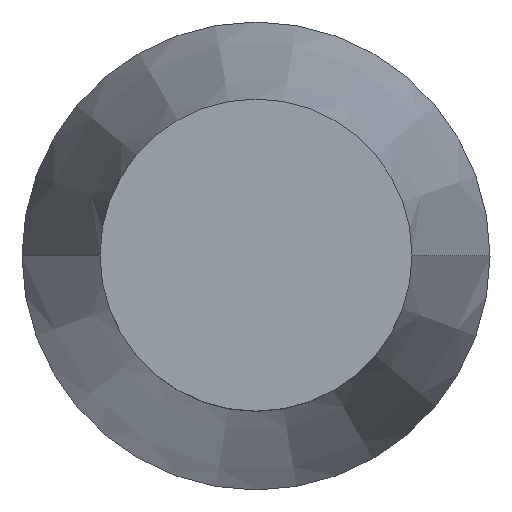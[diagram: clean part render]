
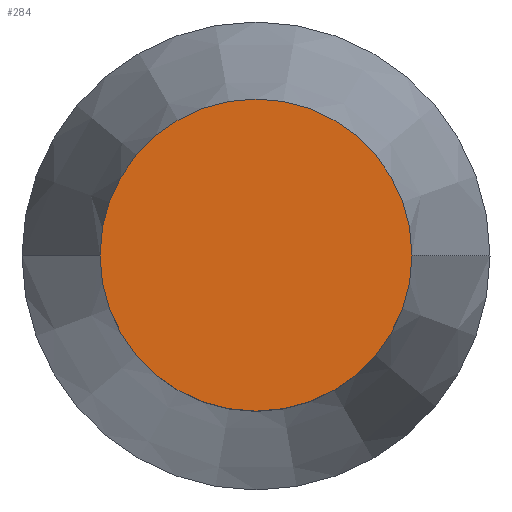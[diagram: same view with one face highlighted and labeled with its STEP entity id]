
A CAD part, top view. The second image highlights one B-rep face of the part: STEP entity #284.
In plain terms, the highlighted planar face has unit normal (0, 0, 1).
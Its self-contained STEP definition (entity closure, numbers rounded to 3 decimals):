
#1 = CIRCLE ( 'NONE', #212, 5. ) ;
#17 = DIRECTION ( 'NONE',  ( 0., 0., 1. ) ) ;
#31 = CIRCLE ( 'NONE', #81, 5. ) ;
#36 = CARTESIAN_POINT ( 'NONE',  ( 5., 0., 43. ) ) ;
#40 = DIRECTION ( 'NONE',  ( 0., 0., 1. ) ) ;
#52 = CARTESIAN_POINT ( 'NONE',  ( 0., 0., 43. ) ) ;
#62 = CARTESIAN_POINT ( 'NONE',  ( 0., 0., 43. ) ) ;
#81 = AXIS2_PLACEMENT_3D ( 'NONE', #62, #17, #111 ) ;
#110 = AXIS2_PLACEMENT_3D ( 'NONE', #52, #40, #250 ) ;
#111 = DIRECTION ( 'NONE',  ( 1., 0., 0. ) ) ;
#121 = EDGE_CURVE ( 'NONE', #143, #166, #31, .T. ) ;
#131 = DIRECTION ( 'NONE',  ( 0., 0., 1. ) ) ;
#143 = VERTEX_POINT ( 'NONE', #36 ) ;
#153 = EDGE_CURVE ( 'NONE', #166, #143, #1, .T. ) ;
#163 = EDGE_LOOP ( 'NONE', ( #210, #305 ) ) ;
#166 = VERTEX_POINT ( 'NONE', #263 ) ;
#171 = CARTESIAN_POINT ( 'NONE',  ( 0., 0., 43. ) ) ;
#193 = DIRECTION ( 'NONE',  ( 1., 0., 0. ) ) ;
#210 = ORIENTED_EDGE ( 'NONE', *, *, #153, .T. ) ;
#212 = AXIS2_PLACEMENT_3D ( 'NONE', #171, #131, #193 ) ;
#250 = DIRECTION ( 'NONE',  ( 1., 0., 0. ) ) ;
#257 = FACE_OUTER_BOUND ( 'NONE', #163, .T. ) ;
#263 = CARTESIAN_POINT ( 'NONE',  ( -5., 0., 43. ) ) ;
#284 = ADVANCED_FACE ( 'NONE', ( #257 ), #296, .T. ) ;
#296 = PLANE ( 'NONE',  #110 ) ;
#305 = ORIENTED_EDGE ( 'NONE', *, *, #121, .T. ) ;
